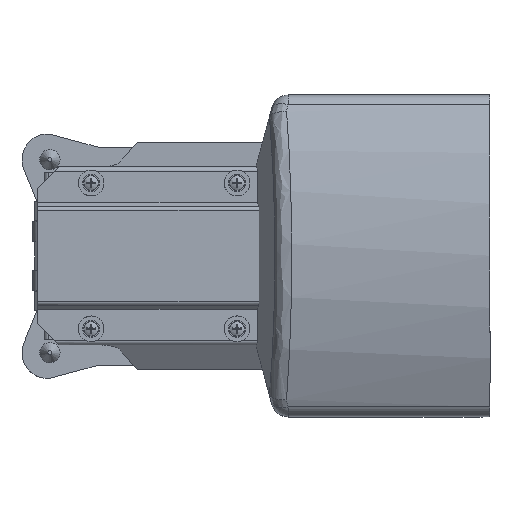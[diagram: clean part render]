
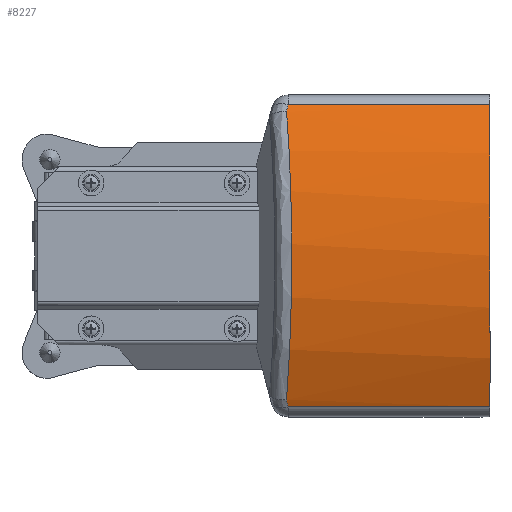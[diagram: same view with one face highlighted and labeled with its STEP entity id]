
A CAD part, top view. The second image highlights one B-rep face of the part: STEP entity #8227.
In plain terms, the highlighted cylindrical face has radius 160.5 mm (diameter 321 mm), a partial arc.
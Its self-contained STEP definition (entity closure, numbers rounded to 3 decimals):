
#495=ELLIPSE('',#8888,165.62,160.5);
#496=ELLIPSE('',#8891,162.737,160.5);
#497=ELLIPSE('',#8892,165.62,160.5);
#558=CYLINDRICAL_SURFACE('',#8894,160.5);
#879=CIRCLE('',#8875,160.5);
#1284=FACE_OUTER_BOUND('',#1821,.T.);
#1821=EDGE_LOOP('',(#6958,#6959,#6960,#6961,#6962,#6963));
#2579=LINE('',#13680,#3307);
#2580=LINE('',#13774,#3308);
#3307=VECTOR('',#10737,94.019);
#3308=VECTOR('',#10746,94.019);
#4057=VERTEX_POINT('',#13613);
#4058=VERTEX_POINT('',#13615);
#4061=VERTEX_POINT('',#13625);
#4063=VERTEX_POINT('',#13635);
#4064=VERTEX_POINT('',#13662);
#4065=VERTEX_POINT('',#13724);
#5067=EDGE_CURVE('',#4057,#4058,#879,.T.);
#5079=EDGE_CURVE('',#4063,#4064,#495,.T.);
#5082=EDGE_CURVE('',#4058,#4063,#2579,.T.);
#5083=EDGE_CURVE('',#4064,#4065,#496,.T.);
#5085=EDGE_CURVE('',#4065,#4061,#497,.T.);
#5086=EDGE_CURVE('',#4061,#4057,#2580,.T.);
#6958=ORIENTED_EDGE('',*,*,#5086,.F.);
#6959=ORIENTED_EDGE('',*,*,#5085,.F.);
#6960=ORIENTED_EDGE('',*,*,#5083,.F.);
#6961=ORIENTED_EDGE('',*,*,#5079,.F.);
#6962=ORIENTED_EDGE('',*,*,#5082,.F.);
#6963=ORIENTED_EDGE('',*,*,#5067,.F.);
#8227=ADVANCED_FACE('',(#1284),#558,.T.);
#8875=AXIS2_PLACEMENT_3D('',#13616,#10702,#10703);
#8888=AXIS2_PLACEMENT_3D('',#13663,#10732,#10733);
#8891=AXIS2_PLACEMENT_3D('',#13725,#10740,#10741);
#8892=AXIS2_PLACEMENT_3D('',#13772,#10742,#10743);
#8894=AXIS2_PLACEMENT_3D('',#13775,#10747,#10748);
#10702=DIRECTION('center_axis',(1.,0.,0.));
#10703=DIRECTION('ref_axis',(0.,0.467,0.884));
#10732=DIRECTION('center_axis',(-0.969,-0.247,0.));
#10733=DIRECTION('ref_axis',(0.247,-0.969,0.));
#10737=DIRECTION('',(-1.,0.,0.));
#10740=DIRECTION('center_axis',(-0.986,0.,
0.165));
#10741=DIRECTION('ref_axis',(0.165,0.,0.986));
#10742=DIRECTION('center_axis',(-0.969,0.247,0.));
#10743=DIRECTION('ref_axis',(0.247,0.969,0.));
#10746=DIRECTION('',(1.,0.,0.));
#10747=DIRECTION('center_axis',(-1.,0.,0.));
#10748=DIRECTION('ref_axis',(0.,0.467,0.884));
#13613=CARTESIAN_POINT('',(24.25,70.515,123.68));
#13615=CARTESIAN_POINT('',(24.25,-70.515,123.68));
#13616=CARTESIAN_POINT('Origin',(24.25,0.,
-20.5));
#13625=CARTESIAN_POINT('',(-69.769,70.515,123.68));
#13635=CARTESIAN_POINT('',(-69.769,-70.515,123.68));
#13662=CARTESIAN_POINT('',(-70.629,-67.139,125.283));
#13663=CARTESIAN_POINT('Origin',(-87.722,0.,
-20.5));
#13680=CARTESIAN_POINT('',(24.25,-70.515,123.68));
#13724=CARTESIAN_POINT('',(-70.629,67.139,125.283));
#13725=CARTESIAN_POINT('Origin',(-95.053,0.,
-20.5));
#13772=CARTESIAN_POINT('Origin',(-87.722,0.,
-20.5));
#13774=CARTESIAN_POINT('',(24.25,70.515,123.68));
#13775=CARTESIAN_POINT('Origin',(24.25,0.,
-20.5));
